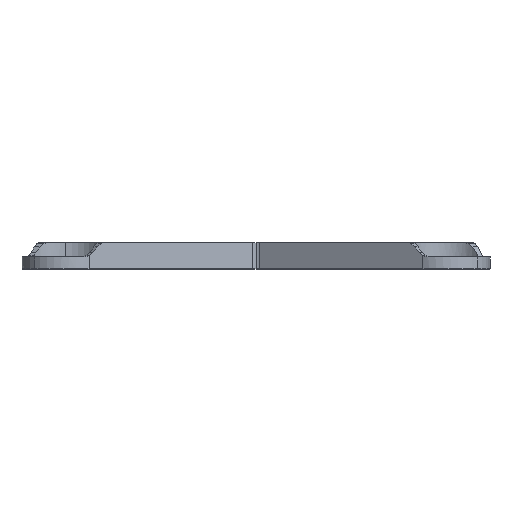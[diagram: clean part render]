
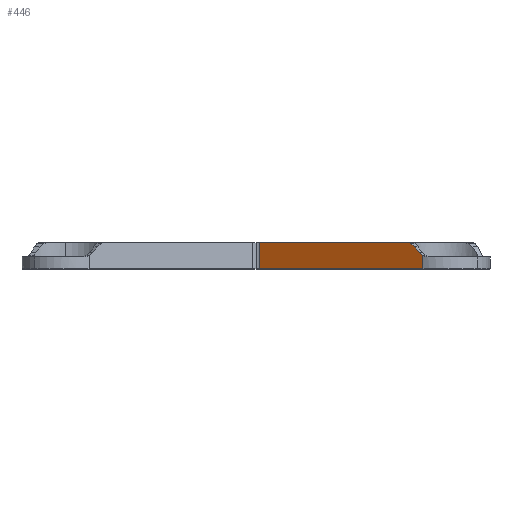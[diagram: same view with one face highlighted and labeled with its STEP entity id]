
A CAD part, top view. The second image highlights one B-rep face of the part: STEP entity #446.
In plain terms, the highlighted planar face has unit normal (-0.545, 0, 0.839).
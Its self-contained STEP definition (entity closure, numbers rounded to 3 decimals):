
#108 = CARTESIAN_POINT ( 'NONE',  ( 74.84, 0., 98.41 ) ) ;
#160 = DIRECTION ( 'NONE',  ( -0.321, -0.924, -0.208 ) ) ;
#446 = ADVANCED_FACE ( 'NONE', ( #11478 ), #12982, .T. ) ;
#950 = DIRECTION ( 'NONE',  ( 0.593, -0.707, 0.385 ) ) ;
#1034 = VECTOR ( 'NONE', #13274, 1000. ) ;
#1044 = VERTEX_POINT ( 'NONE', #14850 ) ;
#1298 = CIRCLE ( 'NONE', #4610, 6. ) ;
#1302 = CARTESIAN_POINT ( 'NONE',  ( 1.634, 11., 50.869 ) ) ;
#1334 = CARTESIAN_POINT ( 'NONE',  ( 62.944, 11., 90.684 ) ) ;
#1366 = CARTESIAN_POINT ( 'NONE',  ( 70.06, 0., 95.306 ) ) ;
#1502 = LINE ( 'NONE', #108, #1034 ) ;
#1574 = DIRECTION ( 'NONE',  ( -0.545, 0., 0.839 ) ) ;
#1709 = CARTESIAN_POINT ( 'NONE',  ( 62.944, 5., 90.684 ) ) ;
#1911 = ORIENTED_EDGE ( 'NONE', *, *, #12622, .F. ) ;
#2024 = LINE ( 'NONE', #8825, #4877 ) ;
#2039 = EDGE_CURVE ( 'NONE', #13333, #5867, #2024, .T. ) ;
#2198 = VERTEX_POINT ( 'NONE', #18037 ) ;
#2295 = ORIENTED_EDGE ( 'NONE', *, *, #9770, .F. ) ;
#2337 = ORIENTED_EDGE ( 'NONE', *, *, #10575, .F. ) ;
#2989 = CARTESIAN_POINT ( 'NONE',  ( 0., 0., 49.808 ) ) ;
#3970 = VERTEX_POINT ( 'NONE', #1366 ) ;
#4320 = CIRCLE ( 'NONE', #17266, 6. ) ;
#4610 = AXIS2_PLACEMENT_3D ( 'NONE', #8928, #1574, #160 ) ;
#4877 = VECTOR ( 'NONE', #7764, 1000. ) ;
#5015 = VERTEX_POINT ( 'NONE', #6457 ) ;
#5601 = ORIENTED_EDGE ( 'NONE', *, *, #17016, .F. ) ;
#5650 = ORIENTED_EDGE ( 'NONE', *, *, #16214, .F. ) ;
#5726 = DIRECTION ( 'NONE',  ( -0.545, 0., 0.839 ) ) ;
#5867 = VERTEX_POINT ( 'NONE', #1302 ) ;
#6417 = DIRECTION ( 'NONE',  ( 0.321, 0.924, 0.208 ) ) ;
#6457 = CARTESIAN_POINT ( 'NONE',  ( 70.06, 5.539, 95.306 ) ) ;
#6739 = CARTESIAN_POINT ( 'NONE',  ( 70.06, 0., 95.306 ) ) ;
#7046 = CARTESIAN_POINT ( 'NONE',  ( 66.502, 9.243, 92.995 ) ) ;
#7347 = EDGE_CURVE ( 'NONE', #11329, #1044, #9904, .T. ) ;
#7503 = CARTESIAN_POINT ( 'NONE',  ( 74.84, 11., 98.41 ) ) ;
#7764 = DIRECTION ( 'NONE',  ( 0., 1., 0. ) ) ;
#8330 = VECTOR ( 'NONE', #10240, 1000. ) ;
#8375 = DIRECTION ( 'NONE',  ( 0., 1., 0. ) ) ;
#8502 = CIRCLE ( 'NONE', #12406, 6. ) ;
#8783 = DIRECTION ( 'NONE',  ( 0.545, 0., -0.839 ) ) ;
#8825 = CARTESIAN_POINT ( 'NONE',  ( 1.634, 0., 50.869 ) ) ;
#8928 = CARTESIAN_POINT ( 'NONE',  ( 72.145, 11., 96.659 ) ) ;
#9443 = CARTESIAN_POINT ( 'NONE',  ( 62.944, 5., 90.684 ) ) ;
#9770 = EDGE_CURVE ( 'NONE', #5015, #3970, #13983, .T. ) ;
#9904 = LINE ( 'NONE', #18208, #10258 ) ;
#10240 = DIRECTION ( 'NONE',  ( 0.839, 0., 0.545 ) ) ;
#10258 = VECTOR ( 'NONE', #950, 1000. ) ;
#10575 = EDGE_CURVE ( 'NONE', #2198, #11329, #4320, .T. ) ;
#11329 = VERTEX_POINT ( 'NONE', #7046 ) ;
#11478 = FACE_OUTER_BOUND ( 'NONE', #12546, .T. ) ;
#11974 = DIRECTION ( 'NONE',  ( 0.321, 0.924, 0.208 ) ) ;
#12406 = AXIS2_PLACEMENT_3D ( 'NONE', #9443, #13569, #6417 ) ;
#12546 = EDGE_LOOP ( 'NONE', ( #15060, #1911, #15665, #5601, #2295, #5650, #16616, #2337 ) ) ;
#12622 = EDGE_CURVE ( 'NONE', #5867, #18514, #17403, .T. ) ;
#12910 = AXIS2_PLACEMENT_3D ( 'NONE', #2989, #5726, #8375 ) ;
#12982 = PLANE ( 'NONE',  #12910 ) ;
#13016 = VECTOR ( 'NONE', #15223, 1000. ) ;
#13274 = DIRECTION ( 'NONE',  ( -0.839, 0., -0.545 ) ) ;
#13333 = VERTEX_POINT ( 'NONE', #17713 ) ;
#13569 = DIRECTION ( 'NONE',  ( 0.545, 0., -0.839 ) ) ;
#13983 = LINE ( 'NONE', #6739, #13016 ) ;
#14850 = CARTESIAN_POINT ( 'NONE',  ( 68.586, 6.757, 94.349 ) ) ;
#15060 = ORIENTED_EDGE ( 'NONE', *, *, #15519, .F. ) ;
#15223 = DIRECTION ( 'NONE',  ( 0., -1., 0. ) ) ;
#15519 = EDGE_CURVE ( 'NONE', #18514, #2198, #8502, .T. ) ;
#15665 = ORIENTED_EDGE ( 'NONE', *, *, #2039, .F. ) ;
#16214 = EDGE_CURVE ( 'NONE', #1044, #5015, #1298, .T. ) ;
#16616 = ORIENTED_EDGE ( 'NONE', *, *, #7347, .F. ) ;
#17016 = EDGE_CURVE ( 'NONE', #3970, #13333, #1502, .T. ) ;
#17266 = AXIS2_PLACEMENT_3D ( 'NONE', #1709, #8783, #11974 ) ;
#17403 = LINE ( 'NONE', #7503, #8330 ) ;
#17713 = CARTESIAN_POINT ( 'NONE',  ( 1.634, 0., 50.869 ) ) ;
#18037 = CARTESIAN_POINT ( 'NONE',  ( 64.87, 10.543, 91.935 ) ) ;
#18208 = CARTESIAN_POINT ( 'NONE',  ( 52.336, 26.134, 83.795 ) ) ;
#18514 = VERTEX_POINT ( 'NONE', #1334 ) ;
